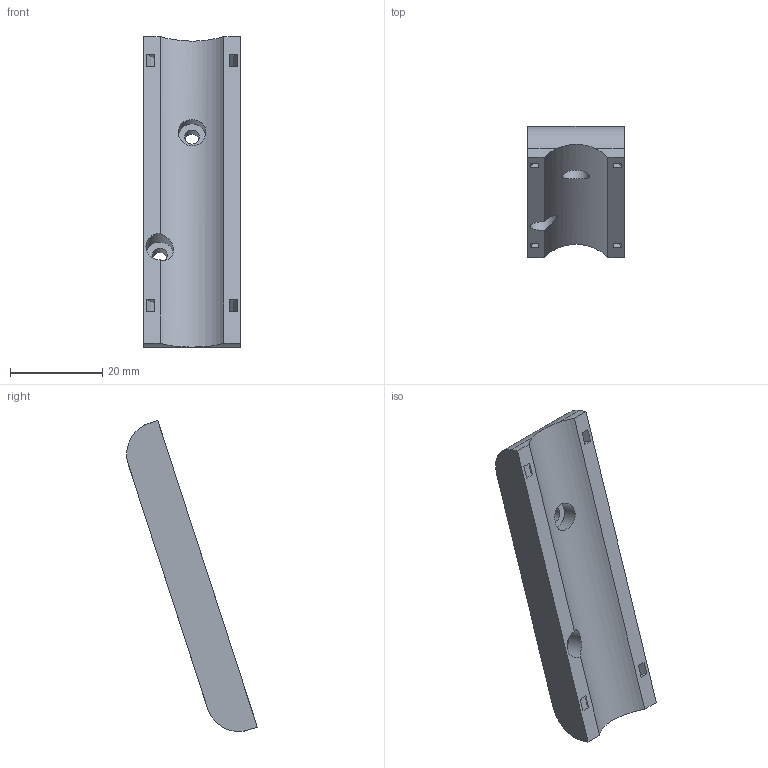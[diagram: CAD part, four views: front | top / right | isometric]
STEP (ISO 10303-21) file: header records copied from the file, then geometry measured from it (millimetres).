
FILE_DESCRIPTION(/* description */ (''),/* implementation_level */ '2;1');
FILE_NAME(/* name */ 'UnderGrip Flashlight Mount.step',/* time_stamp */ '2021-02-23T19:29:25-06:00',/* author */ (''),/* organization */ (''),/* preprocessor_version */ 'ST-DEVELOPER v18.1',/* originating_system */ 'Autodesk Translation Framework v9.7.1.1290',/* authorisation */ '');
FILE_SCHEMA (('AUTOMOTIVE_DESIGN { 1 0 10303 214 3 1 1 }'));
Length unit declared in the file: millimetre
Products named in the file (1): UnderGrip Flashlight Mount
Bounding box: 21 x 28.37 x 67.53 mm (x, y, z)
Volume: 10284.2 mm3; surface area: 5030.5 mm2
Topology: 1 solids, 1 shells, 26 faces, 69 edges, 46 vertices
Faces by surface type: plane 15, cylinder 11
Full cylindrical faces by diameter (mm): 3.2 x2, 6 x2
Entity records: 930 total; most frequent: CARTESIAN_POINT 214, DIRECTION 143, ORIENTED_EDGE 138, EDGE_CURVE 69, AXIS2_PLACEMENT_3D 51, VERTEX_POINT 46, LINE 41, VECTOR 41
